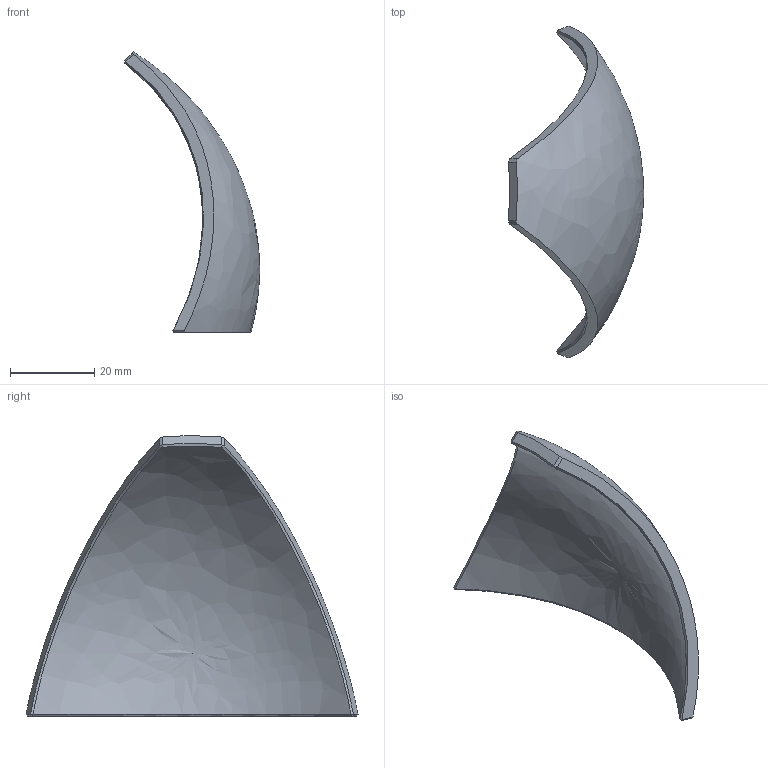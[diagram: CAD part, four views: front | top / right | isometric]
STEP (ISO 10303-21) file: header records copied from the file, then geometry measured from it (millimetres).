
FILE_DESCRIPTION(('Open CASCADE Model'),'2;1');
FILE_NAME('Open CASCADE Shape Model','2025-06-29T22:19:27',('Author'),( 'Open CASCADE'),'Open CASCADE STEP processor 7.7','Open CASCADE 7.7' ,'Unknown');
FILE_SCHEMA(('AUTOMOTIVE_DESIGN { 1 0 10303 214 1 1 1 1 }'));
Length unit declared in the file: millimetre
Products named in the file (1): Open CASCADE STEP translator 7.7 882
Bounding box: 32.15 x 78.96 x 66.69 mm (x, y, z)
Volume: 12212.1 mm3; surface area: 8874.9 mm2
Topology: 1 solids, 1 shells, 19 faces, 46 edges, 27 vertices
Faces by surface type: plane 10, bspline 7, revolution 2
Entity records: 2453 total; most frequent: CARTESIAN_POINT 1695, ORIENTED_EDGE 88, PCURVE 88, DEFINITIONAL_REPRESENTATION 88, DIRECTION 85, B_SPLINE_CURVE_WITH_KNOTS 77, LINE 53, VECTOR 53
